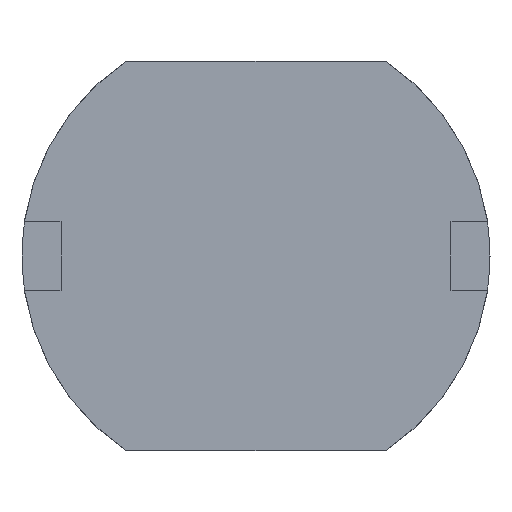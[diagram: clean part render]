
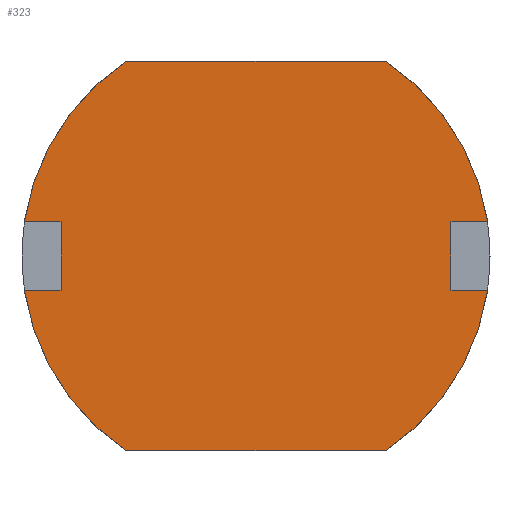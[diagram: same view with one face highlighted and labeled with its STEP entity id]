
A CAD part, front view. The second image highlights one B-rep face of the part: STEP entity #323.
In plain terms, the highlighted planar face has unit normal (0, -1, 0).
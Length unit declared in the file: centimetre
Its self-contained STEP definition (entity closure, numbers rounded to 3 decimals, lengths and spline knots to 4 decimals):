
#21=CIRCLE('',#358,0.6);
#22=CIRCLE('',#359,0.6);
#23=CIRCLE('',#360,0.6);
#24=CIRCLE('',#361,0.6);
#40=FACE_OUTER_BOUND('',#58,.T.);
#58=EDGE_LOOP('',(#245,#246,#247,#248,#249,#250,#251,#252,#253,#254,#255,
#256));
#72=LINE('',#484,#105);
#76=LINE('',#493,#109);
#80=LINE('',#501,#113);
#84=LINE('',#511,#117);
#86=LINE('',#515,#119);
#90=LINE('',#525,#123);
#92=LINE('',#531,#125);
#93=LINE('',#536,#126);
#105=VECTOR('',#386,1.);
#109=VECTOR('',#392,1.);
#113=VECTOR('',#398,1.);
#117=VECTOR('',#408,1.);
#119=VECTOR('',#412,1.);
#123=VECTOR('',#422,1.);
#125=VECTOR('',#428,1.);
#126=VECTOR('',#433,1.);
#138=VERTEX_POINT('',#482);
#139=VERTEX_POINT('',#483);
#142=VERTEX_POINT('',#491);
#143=VERTEX_POINT('',#492);
#146=VERTEX_POINT('',#500);
#149=VERTEX_POINT('',#510);
#150=VERTEX_POINT('',#514);
#153=VERTEX_POINT('',#524);
#154=VERTEX_POINT('',#528);
#155=VERTEX_POINT('',#530);
#156=VERTEX_POINT('',#533);
#157=VERTEX_POINT('',#535);
#168=EDGE_CURVE('',#138,#139,#72,.T.);
#172=EDGE_CURVE('',#142,#143,#76,.T.);
#176=EDGE_CURVE('',#146,#142,#80,.T.);
#181=EDGE_CURVE('',#143,#149,#84,.T.);
#183=EDGE_CURVE('',#150,#138,#86,.T.);
#188=EDGE_CURVE('',#139,#153,#90,.T.);
#190=EDGE_CURVE('',#154,#153,#21,.T.);
#191=EDGE_CURVE('',#155,#154,#92,.T.);
#192=EDGE_CURVE('',#146,#155,#22,.T.);
#193=EDGE_CURVE('',#156,#149,#23,.T.);
#194=EDGE_CURVE('',#157,#156,#93,.T.);
#195=EDGE_CURVE('',#150,#157,#24,.T.);
#245=ORIENTED_EDGE('',*,*,#188,.T.);
#246=ORIENTED_EDGE('',*,*,#190,.F.);
#247=ORIENTED_EDGE('',*,*,#191,.F.);
#248=ORIENTED_EDGE('',*,*,#192,.F.);
#249=ORIENTED_EDGE('',*,*,#176,.T.);
#250=ORIENTED_EDGE('',*,*,#172,.T.);
#251=ORIENTED_EDGE('',*,*,#181,.T.);
#252=ORIENTED_EDGE('',*,*,#193,.F.);
#253=ORIENTED_EDGE('',*,*,#194,.F.);
#254=ORIENTED_EDGE('',*,*,#195,.F.);
#255=ORIENTED_EDGE('',*,*,#183,.T.);
#256=ORIENTED_EDGE('',*,*,#168,.T.);
#308=PLANE('',#357);
#323=ADVANCED_FACE('',(#40),#308,.F.);
#357=AXIS2_PLACEMENT_3D('',#527,#424,#425);
#358=AXIS2_PLACEMENT_3D('',#529,#426,#427);
#359=AXIS2_PLACEMENT_3D('',#532,#429,#430);
#360=AXIS2_PLACEMENT_3D('',#534,#431,#432);
#361=AXIS2_PLACEMENT_3D('',#537,#434,#435);
#386=DIRECTION('',(0.,0.,-1.));
#392=DIRECTION('',(0.,0.,1.));
#398=DIRECTION('',(-1.,0.,0.));
#408=DIRECTION('',(1.,0.,0.));
#412=DIRECTION('',(1.,0.,0.));
#422=DIRECTION('',(-1.,0.,0.));
#424=DIRECTION('center_axis',(0.,1.,0.));
#425=DIRECTION('ref_axis',(1.,0.,0.));
#426=DIRECTION('center_axis',(0.,1.,0.));
#427=DIRECTION('ref_axis',(-0.553,0.,-0.833));
#428=DIRECTION('',(-1.,0.,0.));
#429=DIRECTION('center_axis',(0.,1.,0.));
#430=DIRECTION('ref_axis',(0.553,0.,0.833));
#431=DIRECTION('center_axis',(0.,1.,0.));
#432=DIRECTION('ref_axis',(0.553,0.,0.833));
#433=DIRECTION('',(1.,0.,0.));
#434=DIRECTION('center_axis',(0.,1.,0.));
#435=DIRECTION('ref_axis',(-0.553,0.,-0.833));
#482=CARTESIAN_POINT('',(-0.5,0.,0.0875));
#483=CARTESIAN_POINT('',(-0.5,0.,-0.0875));
#484=CARTESIAN_POINT('',(-0.5,0.,0.0438));
#491=CARTESIAN_POINT('',(0.5,0.,-0.0875));
#492=CARTESIAN_POINT('',(0.5,0.,0.0875));
#493=CARTESIAN_POINT('',(0.5,0.,-0.0438));
#500=CARTESIAN_POINT('',(0.5936,0.,-0.0875));
#501=CARTESIAN_POINT('',(0.2968,0.,-0.0875));
#510=CARTESIAN_POINT('',(0.5936,0.,0.0875));
#511=CARTESIAN_POINT('',(0.25,0.,0.0875));
#514=CARTESIAN_POINT('',(-0.5936,0.,0.0875));
#515=CARTESIAN_POINT('',(-0.3,0.,0.0875));
#524=CARTESIAN_POINT('',(-0.5936,0.,-0.0875));
#525=CARTESIAN_POINT('',(-0.25,0.,-0.0875));
#527=CARTESIAN_POINT('Origin',(0.,0.,0.));
#528=CARTESIAN_POINT('',(-0.3317,0.,-0.5));
#529=CARTESIAN_POINT('Origin',(0.,0.,0.));
#530=CARTESIAN_POINT('',(0.3317,0.,-0.5));
#531=CARTESIAN_POINT('',(0.3317,0.,-0.5));
#532=CARTESIAN_POINT('Origin',(0.,0.,0.));
#533=CARTESIAN_POINT('',(0.3317,0.,0.5));
#534=CARTESIAN_POINT('Origin',(0.,0.,0.));
#535=CARTESIAN_POINT('',(-0.3317,0.,0.5));
#536=CARTESIAN_POINT('',(-0.3317,0.,0.5));
#537=CARTESIAN_POINT('Origin',(0.,0.,0.));
